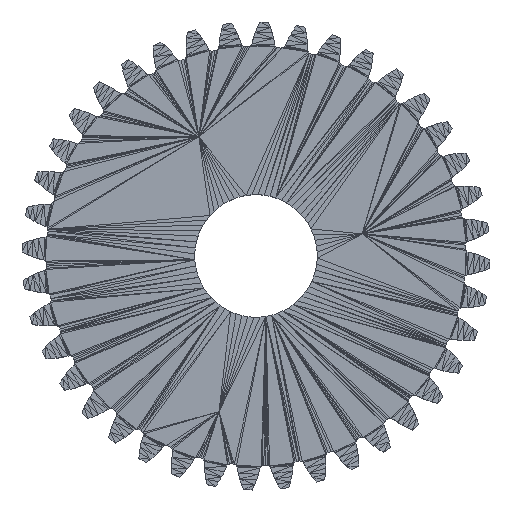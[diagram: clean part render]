
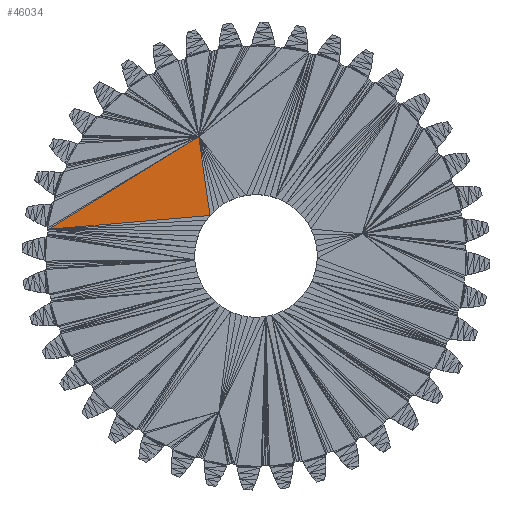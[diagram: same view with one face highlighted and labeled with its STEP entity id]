
A CAD part, top view. The second image highlights one B-rep face of the part: STEP entity #46034.
In plain terms, the highlighted planar face has unit normal (0, 0, 1).
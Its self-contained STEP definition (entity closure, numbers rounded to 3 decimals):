
#2276=FACE_OUTER_BOUND('',#6254,.T.);
#6254=EDGE_LOOP('',(#34644,#34645,#34646));
#11478=LINE('',#72660,#17445);
#11786=LINE('',#73269,#17753);
#11823=LINE('',#73343,#17790);
#17445=VECTOR('',#59292,10.);
#17753=VECTOR('',#60036,10.);
#17790=VECTOR('',#60121,10.);
#20912=VERTEX_POINT('',#70070);
#21365=VERTEX_POINT('',#72642);
#21368=VERTEX_POINT('',#72659);
#25401=EDGE_CURVE('',#21368,#21365,#11478,.T.);
#25709=EDGE_CURVE('',#21365,#20912,#11786,.T.);
#25746=EDGE_CURVE('',#21368,#20912,#11823,.T.);
#34644=ORIENTED_EDGE('',*,*,#25401,.F.);
#34645=ORIENTED_EDGE('',*,*,#25746,.T.);
#34646=ORIENTED_EDGE('',*,*,#25709,.F.);
#42056=PLANE('',#50026);
#46034=ADVANCED_FACE('',(#2276),#42056,.T.);
#50026=AXIS2_PLACEMENT_3D('',#73342,#60119,#60120);
#59292=DIRECTION('',(0.852,0.523,0.));
#60036=DIRECTION('',(0.141,-0.99,0.));
#60119=DIRECTION('center_axis',(0.,0.,1.));
#60120=DIRECTION('ref_axis',(1.,0.,0.));
#60121=DIRECTION('',(0.996,0.085,0.));
#70070=CARTESIAN_POINT('',(65.043,-82.126,45.2));
#72642=CARTESIAN_POINT('',(63.036,-68.014,45.2));
#72659=CARTESIAN_POINT('',(35.958,-84.619,45.2));
#72660=CARTESIAN_POINT('',(35.958,-84.619,45.2));
#73269=CARTESIAN_POINT('',(63.036,-68.014,45.2));
#73342=CARTESIAN_POINT('Origin',(65.043,-82.126,45.2));
#73343=CARTESIAN_POINT('',(35.958,-84.619,45.2));
